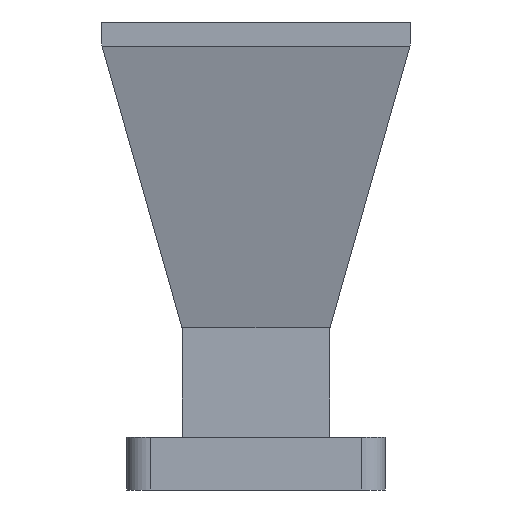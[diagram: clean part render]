
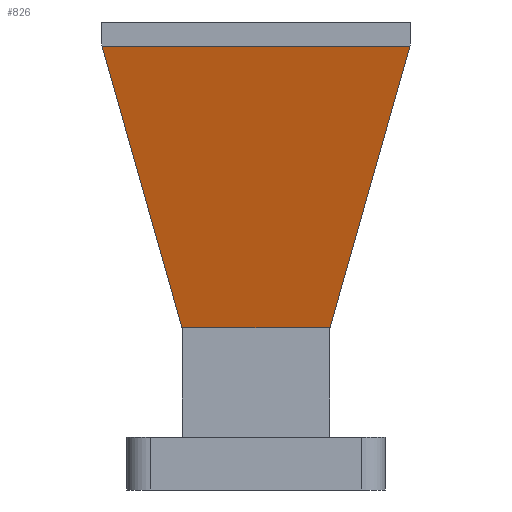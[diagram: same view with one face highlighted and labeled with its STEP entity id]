
A CAD part, left-side view. The second image highlights one B-rep face of the part: STEP entity #826.
In plain terms, the highlighted planar face has unit normal (-0.972, 0, -0.235).
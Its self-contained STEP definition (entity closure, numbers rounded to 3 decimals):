
#44 = CARTESIAN_POINT ( 'NONE',  ( -4.159, -6.329, 49.762 ) ) ;
#49 = VERTEX_POINT ( 'NONE', #432 ) ;
#69 = FACE_OUTER_BOUND ( 'NONE', #489, .T. ) ;
#70 = VERTEX_POINT ( 'NONE', #921 ) ;
#73 = VECTOR ( 'NONE', #707, 1000. ) ;
#177 = PLANE ( 'NONE',  #261 ) ;
#247 = EDGE_CURVE ( 'NONE', #49, #70, #810, .T. ) ;
#261 = AXIS2_PLACEMENT_3D ( 'NONE', #596, #1041, #289 ) ;
#273 = CARTESIAN_POINT ( 'NONE',  ( -9.978, 13.151, 73.839 ) ) ;
#289 = DIRECTION ( 'NONE',  ( -0.235, 0., 0.972 ) ) ;
#418 = VECTOR ( 'NONE', #1318, 1000. ) ;
#432 = CARTESIAN_POINT ( 'NONE',  ( -4.159, -6.329, 49.762 ) ) ;
#477 = VECTOR ( 'NONE', #1028, 1000. ) ;
#489 = EDGE_LOOP ( 'NONE', ( #1373, #1084, #1244, #1296 ) ) ;
#596 = CARTESIAN_POINT ( 'NONE',  ( -7.234, 0., 62.484 ) ) ;
#621 = LINE ( 'NONE', #273, #73 ) ;
#629 = VERTEX_POINT ( 'NONE', #901 ) ;
#631 = EDGE_CURVE ( 'NONE', #70, #1050, #1019, .T. ) ;
#648 = VECTOR ( 'NONE', #887, 1000. ) ;
#707 = DIRECTION ( 'NONE',  ( 0.226, -0.266, -0.937 ) ) ;
#810 = LINE ( 'NONE', #44, #477 ) ;
#826 = ADVANCED_FACE ( 'NONE', ( #69 ), #177, .T. ) ;
#887 = DIRECTION ( 'NONE',  ( 0., -1., 0. ) ) ;
#901 = CARTESIAN_POINT ( 'NONE',  ( -4.159, 6.329, 49.762 ) ) ;
#921 = CARTESIAN_POINT ( 'NONE',  ( -9.978, -13.151, 73.839 ) ) ;
#931 = EDGE_CURVE ( 'NONE', #1050, #629, #621, .T. ) ;
#992 = EDGE_CURVE ( 'NONE', #629, #49, #1272, .T. ) ;
#1019 = LINE ( 'NONE', #1160, #418 ) ;
#1028 = DIRECTION ( 'NONE',  ( -0.226, -0.266, 0.937 ) ) ;
#1041 = DIRECTION ( 'NONE',  ( -0.972, 0., -0.235 ) ) ;
#1050 = VERTEX_POINT ( 'NONE', #1369 ) ;
#1084 = ORIENTED_EDGE ( 'NONE', *, *, #247, .T. ) ;
#1160 = CARTESIAN_POINT ( 'NONE',  ( -9.978, 0., 73.839 ) ) ;
#1180 = CARTESIAN_POINT ( 'NONE',  ( -4.159, 0., 49.762 ) ) ;
#1244 = ORIENTED_EDGE ( 'NONE', *, *, #631, .T. ) ;
#1272 = LINE ( 'NONE', #1180, #648 ) ;
#1296 = ORIENTED_EDGE ( 'NONE', *, *, #931, .T. ) ;
#1318 = DIRECTION ( 'NONE',  ( 0., 1., 0. ) ) ;
#1369 = CARTESIAN_POINT ( 'NONE',  ( -9.978, 13.151, 73.839 ) ) ;
#1373 = ORIENTED_EDGE ( 'NONE', *, *, #992, .T. ) ;
